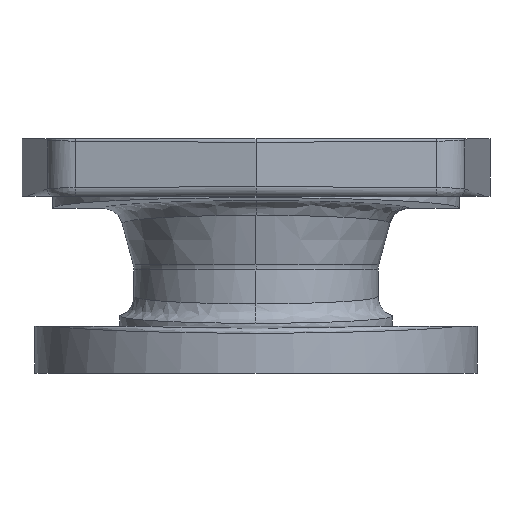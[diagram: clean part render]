
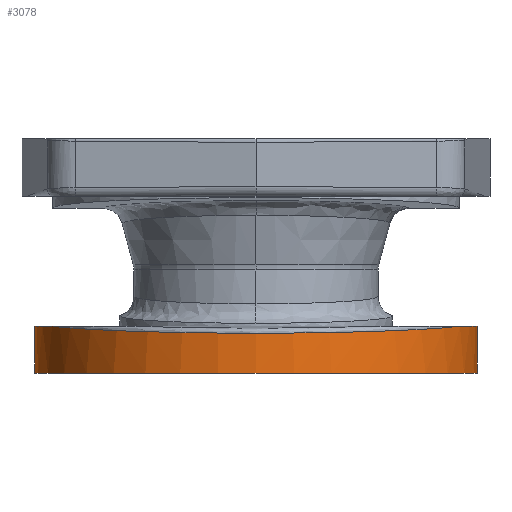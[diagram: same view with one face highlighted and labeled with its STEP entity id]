
A CAD part, front view. The second image highlights one B-rep face of the part: STEP entity #3078.
In plain terms, the highlighted cylindrical face has radius 69.056 mm (diameter 138.112 mm), a partial arc.
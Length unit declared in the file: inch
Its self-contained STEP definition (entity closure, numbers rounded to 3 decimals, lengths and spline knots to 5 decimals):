
#661=CARTESIAN_POINT('',(0.,0.,0.68225));
#662=DIRECTION('',(0.,0.,1.));
#663=DIRECTION('',(-1.,0.,0.));
#664=AXIS2_PLACEMENT_3D('',#661,#662,#663);
#676=CARTESIAN_POINT('',(0.,0.,0.68225));
#677=DIRECTION('',(0.,0.,1.));
#678=DIRECTION('',(0.922,-0.387,0.));
#679=AXIS2_PLACEMENT_3D('',#676,#677,#678);
#787=CARTESIAN_POINT('',(2.50671,-1.05262,0.68225));
#788=CARTESIAN_POINT('',(2.47424,-1.12993,0.67829));
#789=CARTESIAN_POINT('',(2.3983,-1.29078,0.67006));
#790=CARTESIAN_POINT('',(2.24461,-1.54462,0.65706));
#791=CARTESIAN_POINT('',(2.04432,-1.80292,0.64383));
#792=CARTESIAN_POINT('',(1.7997,-2.04791,0.63129));
#793=CARTESIAN_POINT('',(1.51789,-2.26504,0.62017));
#794=CARTESIAN_POINT('',(1.20677,-2.44505,0.61095));
#795=CARTESIAN_POINT('',(0.87603,-2.58196,
0.60394));
#796=CARTESIAN_POINT('',(0.53216,-2.67406,
0.59923));
#797=CARTESIAN_POINT('',(0.17878,-2.72067,
0.59684));
#798=CARTESIAN_POINT('',(-0.17828,-2.7207,
0.59684));
#799=CARTESIAN_POINT('',(-0.53168,-2.67415,
0.59922));
#800=CARTESIAN_POINT('',(-0.87556,-2.58212,
0.60394));
#801=CARTESIAN_POINT('',(-1.20632,-2.44527,
0.61094));
#802=CARTESIAN_POINT('',(-1.51748,-2.26531,
0.62016));
#803=CARTESIAN_POINT('',(-1.79936,-2.04822,
0.63127));
#804=CARTESIAN_POINT('',(-2.04406,-1.80321,
0.64382));
#805=CARTESIAN_POINT('',(-2.24446,-1.54485,
0.65705));
#806=CARTESIAN_POINT('',(-2.39823,-1.2909,
0.67005));
#807=CARTESIAN_POINT('',(-2.47422,-1.12998,
0.67829));
#808=CARTESIAN_POINT('',(-2.50671,-1.05262,
0.68225));
#884=DIRECTION('',(0.,0.,1.));
#885=VECTOR('',#884,0.577);
#886=CARTESIAN_POINT('',(-2.71875,0.,0.10525));
#887=LINE('',#886,#885);
#888=DIRECTION('',(0.,0.,1.));
#889=VECTOR('',#888,0.577);
#890=CARTESIAN_POINT('',(2.71875,0.,0.10525));
#891=LINE('',#890,#889);
#1064=CARTESIAN_POINT('',(0.,0.,0.10525));
#1065=DIRECTION('',(0.,0.,1.));
#1066=DIRECTION('',(-1.,0.,0.));
#1067=AXIS2_PLACEMENT_3D('',#1064,#1065,#1066);
#1906=CARTESIAN_POINT('',(2.71875,0.,0.10525));
#1907=CARTESIAN_POINT('',(-2.71875,0.,0.10525));
#1908=VERTEX_POINT('',#1906);
#1909=VERTEX_POINT('',#1907);
#1918=CARTESIAN_POINT('',(2.71875,0.,0.68225));
#1920=VERTEX_POINT('',#1918);
#1923=CARTESIAN_POINT('',(-2.71875,0.,0.68225));
#1925=VERTEX_POINT('',#1923);
#1926=CARTESIAN_POINT('',(-2.50671,-1.05262,0.68225));
#1927=VERTEX_POINT('',#1926);
#1928=CARTESIAN_POINT('',(2.50671,-1.05262,0.68225));
#1929=VERTEX_POINT('',#1928);
#3062=CARTESIAN_POINT('',(0.,0.,-1.));
#3063=DIRECTION('',(0.,0.,1.));
#3064=DIRECTION('',(1.,0.,0.));
#3065=AXIS2_PLACEMENT_3D('',#3062,#3063,#3064);
#3066=CYLINDRICAL_SURFACE('',#3065,2.71875);
#3067=ORIENTED_EDGE('',*,*,#2919,.T.);
#3068=ORIENTED_EDGE('',*,*,#3054,.F.);
#3069=ORIENTED_EDGE('',*,*,#2931,.T.);
#3071=ORIENTED_EDGE('',*,*,#3070,.F.);
#3073=ORIENTED_EDGE('',*,*,#3072,.F.);
#3075=ORIENTED_EDGE('',*,*,#3074,.T.);
#3076=EDGE_LOOP('',(#3067,#3068,#3069,#3071,#3073,#3075));
#3077=FACE_OUTER_BOUND('',#3076,.F.);
#665=CIRCLE('',#664,2.71875);
#680=CIRCLE('',#679,2.71875);
#809=B_SPLINE_CURVE_WITH_KNOTS('',3,(#787,#788,#789,#790,#791,#792,#793,#794,
#795,#796,#797,#798,#799,#800,#801,#802,#803,#804,#805,#806,#807,#808),
.UNSPECIFIED.,.F.,.F.,(4,1,1,1,1,1,1,1,1,1,1,1,1,1,1,1,1,1,1,4),(0.,
0.05263,0.10526,0.15789,0.21053,
0.26316,0.31579,0.36842,0.42105,
0.47368,0.52632,0.57895,0.63158,
0.68421,0.73684,0.78947,0.84211,
0.89474,0.94737,1.),.UNSPECIFIED.);
#1068=CIRCLE('',#1067,2.71875);
#2919=EDGE_CURVE('',#1925,#1927,#665,.T.);
#2931=EDGE_CURVE('',#1929,#1920,#680,.T.);
#3054=EDGE_CURVE('',#1929,#1927,#809,.T.);
#3070=EDGE_CURVE('',#1908,#1920,#891,.T.);
#3072=EDGE_CURVE('',#1909,#1908,#1068,.T.);
#3074=EDGE_CURVE('',#1909,#1925,#887,.T.);
#3078=ADVANCED_FACE('',(#3077),#3066,.T.);
